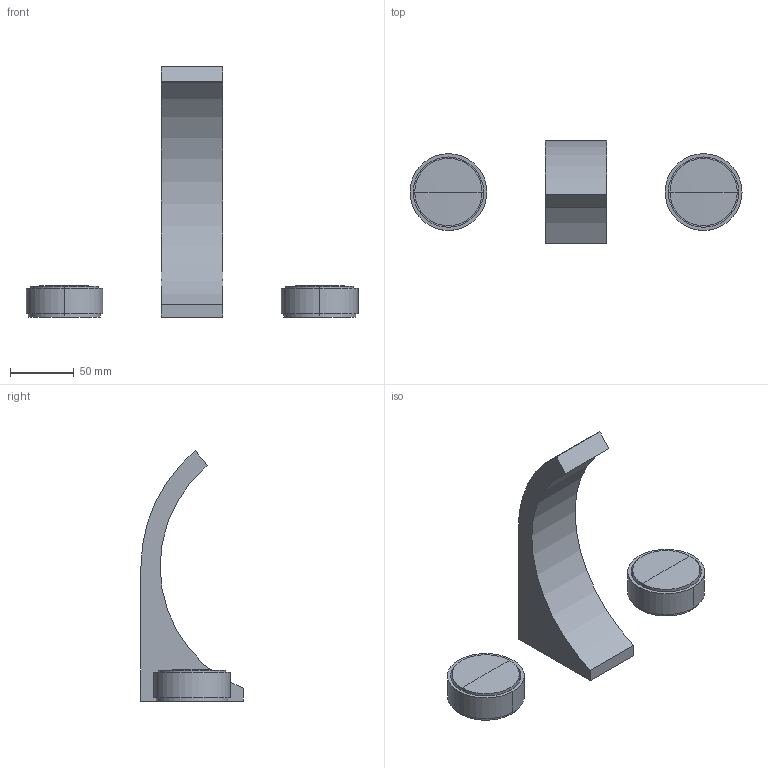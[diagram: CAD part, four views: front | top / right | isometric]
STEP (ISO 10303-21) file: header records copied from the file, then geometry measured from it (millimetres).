
FILE_DESCRIPTION (( 'STEP AP214' ), '1' );
FILE_NAME ('36712811.STEP', '2020-06-29T08:14:09', ( '' ), ( '' ), 'SwSTEP 2.0', 'SolidWorks 2017', '' );
FILE_SCHEMA (( 'AUTOMOTIVE_DESIGN' ));
Length unit declared in the file: millimetre
Products named in the file (6): 36712811; Planungsmodell_Deckel-+-09.20.81.011-1; Planungsmodell_Auslauf-+-09.11.81.100.90-1; Planungsmodell_Griff-+-09.20.81.010-1; Planungsmodell_Ring-+-09.28.10.185.90-1; Planungsmodell_Griff-+-04.18.40.290.00-1
Assembly tree (6 placements, depth 3):
  36712811
    Planungsmodell_Auslauf-+-09.11.81.100.90-1
    Planungsmodell_Griff-+-04.18.40.290.00-1  x2
      Planungsmodell_Griff-+-09.20.81.010-1
      Planungsmodell_Ring-+-09.28.10.185.90-1
      Planungsmodell_Deckel-+-09.20.81.011-1
Bounding box: 260.2 x 80 x 196.19 mm (x, y, z)
Volume: 371850.5 mm3; surface area: 80362.1 mm2
Topology: 7 solids, 7 shells, 47 faces, 89 edges, 60 vertices
Faces by surface type: cylinder 22, plane 21, sphere 4
Entity records: 967 total; most frequent: DIRECTION 159, CARTESIAN_POINT 130, ORIENTED_EDGE 110, AXIS2_PLACEMENT_3D 66, EDGE_CURVE 55, VERTEX_POINT 37, EDGE_LOOP 30, CIRCLE 28
